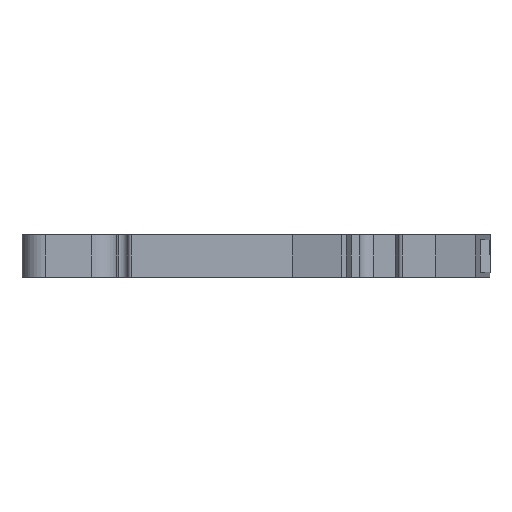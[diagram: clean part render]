
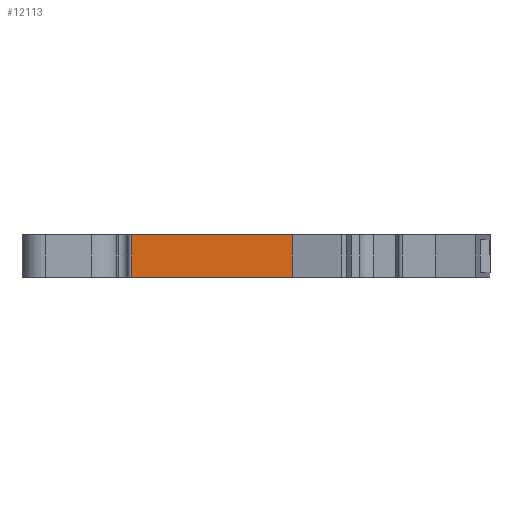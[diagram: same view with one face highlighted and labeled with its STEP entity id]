
A CAD part, front view. The second image highlights one B-rep face of the part: STEP entity #12113.
In plain terms, the highlighted planar face has unit normal (0, -1, 0).
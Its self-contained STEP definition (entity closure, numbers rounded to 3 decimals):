
#16 = EDGE_CURVE ( 'NONE', #11083, #4555, #11419, .T. ) ;
#191 = CARTESIAN_POINT ( 'NONE',  ( -15.1, 0., 2.5 ) ) ;
#329 = LINE ( 'NONE', #10863, #6104 ) ;
#363 = DIRECTION ( 'NONE',  ( 0., 0., -1. ) ) ;
#467 = CARTESIAN_POINT ( 'NONE',  ( 4., 0., 2.5 ) ) ;
#617 = CARTESIAN_POINT ( 'NONE',  ( 4., 0., 2.5 ) ) ;
#622 = VECTOR ( 'NONE', #363, 1000. ) ;
#3642 = FACE_OUTER_BOUND ( 'NONE', #5788, .T. ) ;
#3885 = LINE ( 'NONE', #617, #622 ) ;
#4100 = DIRECTION ( 'NONE',  ( 0., 1., 0. ) ) ;
#4555 = VERTEX_POINT ( 'NONE', #467 ) ;
#4559 = EDGE_CURVE ( 'NONE', #4555, #11455, #3885, .T. ) ;
#4723 = DIRECTION ( 'NONE',  ( 0., 0., 1. ) ) ;
#4758 = AXIS2_PLACEMENT_3D ( 'NONE', #10250, #4100, #11291 ) ;
#4830 = ORIENTED_EDGE ( 'NONE', *, *, #6817, .F. ) ;
#5339 = DIRECTION ( 'NONE',  ( 1., 0., 0. ) ) ;
#5381 = CARTESIAN_POINT ( 'NONE',  ( 0., 0., 2.5 ) ) ;
#5788 = EDGE_LOOP ( 'NONE', ( #4830, #13084, #8184, #9598 ) ) ;
#6104 = VECTOR ( 'NONE', #4723, 1000. ) ;
#6166 = PLANE ( 'NONE',  #4758 ) ;
#6280 = VERTEX_POINT ( 'NONE', #12022 ) ;
#6355 = VECTOR ( 'NONE', #12849, 1000. ) ;
#6817 = EDGE_CURVE ( 'NONE', #6280, #11083, #329, .T. ) ;
#8184 = ORIENTED_EDGE ( 'NONE', *, *, #4559, .F. ) ;
#8867 = EDGE_CURVE ( 'NONE', #6280, #11455, #9374, .T. ) ;
#9374 = LINE ( 'NONE', #9801, #6355 ) ;
#9598 = ORIENTED_EDGE ( 'NONE', *, *, #16, .F. ) ;
#9801 = CARTESIAN_POINT ( 'NONE',  ( 0., 0., -2.5 ) ) ;
#10250 = CARTESIAN_POINT ( 'NONE',  ( 0., 0., 2.5 ) ) ;
#10863 = CARTESIAN_POINT ( 'NONE',  ( -15.1, 0., 2.5 ) ) ;
#11083 = VERTEX_POINT ( 'NONE', #191 ) ;
#11291 = DIRECTION ( 'NONE',  ( -1., 0., 0. ) ) ;
#11381 = CARTESIAN_POINT ( 'NONE',  ( 4., 0., -2.5 ) ) ;
#11419 = LINE ( 'NONE', #5381, #13570 ) ;
#11455 = VERTEX_POINT ( 'NONE', #11381 ) ;
#12022 = CARTESIAN_POINT ( 'NONE',  ( -15.1, 0., -2.5 ) ) ;
#12113 = ADVANCED_FACE ( 'NONE', ( #3642 ), #6166, .F. ) ;
#12849 = DIRECTION ( 'NONE',  ( 1., 0., 0. ) ) ;
#13084 = ORIENTED_EDGE ( 'NONE', *, *, #8867, .T. ) ;
#13570 = VECTOR ( 'NONE', #5339, 1000. ) ;
